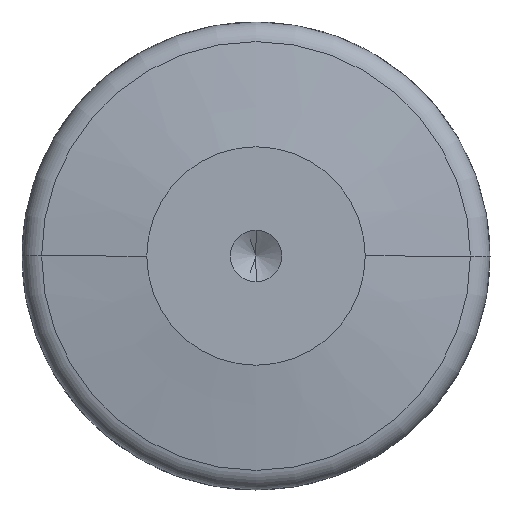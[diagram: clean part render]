
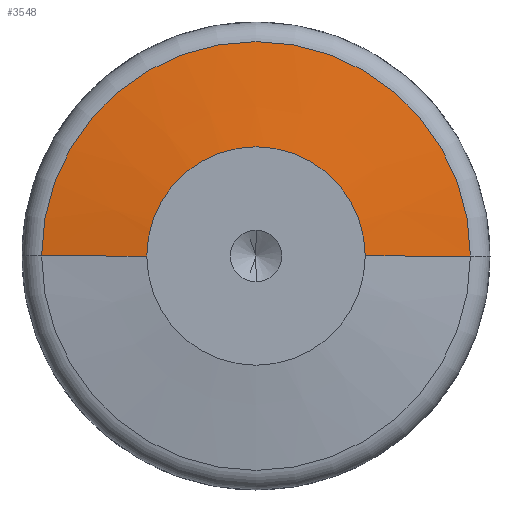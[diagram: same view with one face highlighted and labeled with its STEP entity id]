
A CAD part, front view. The second image highlights one B-rep face of the part: STEP entity #3548.
In plain terms, the highlighted conical face has half-angle 81.891 degrees and reference radius 13.742 mm.
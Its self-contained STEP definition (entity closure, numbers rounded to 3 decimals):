
#1 = DIRECTION ( 'NONE',  ( 0., -1., 0. ) ) ;
#150 = VECTOR ( 'NONE', #2212, 1000. ) ;
#281 = VERTEX_POINT ( 'NONE', #5375 ) ;
#305 = FACE_OUTER_BOUND ( 'NONE', #2171, .T. ) ;
#319 = VERTEX_POINT ( 'NONE', #1445 ) ;
#365 = VERTEX_POINT ( 'NONE', #2805 ) ;
#797 = ORIENTED_EDGE ( 'NONE', *, *, #4768, .T. ) ;
#832 = CARTESIAN_POINT ( 'NONE',  ( 13.742, 15., 0. ) ) ;
#990 = ORIENTED_EDGE ( 'NONE', *, *, #1036, .F. ) ;
#1036 = EDGE_CURVE ( 'NONE', #281, #365, #5485, .T. ) ;
#1190 = CARTESIAN_POINT ( 'NONE',  ( 0., 13.807, 0. ) ) ;
#1445 = CARTESIAN_POINT ( 'NONE',  ( 5.372, 13.807, 0. ) ) ;
#1641 = CARTESIAN_POINT ( 'NONE',  ( 0., 15., 0. ) ) ;
#1751 = EDGE_CURVE ( 'NONE', #319, #4556, #3554, .T. ) ;
#1754 = CARTESIAN_POINT ( 'NONE',  ( -13.742, 15., 0. ) ) ;
#2171 = EDGE_LOOP ( 'NONE', ( #3898, #2189, #797, #990 ) ) ;
#2189 = ORIENTED_EDGE ( 'NONE', *, *, #1751, .T. ) ;
#2212 = DIRECTION ( 'NONE',  ( 0.99, 0.141, 0. ) ) ;
#2629 = DIRECTION ( 'NONE',  ( 1., 0., 0. ) ) ;
#2712 = CIRCLE ( 'NONE', #3388, 5.372 ) ;
#2805 = CARTESIAN_POINT ( 'NONE',  ( -13.742, 15., 0. ) ) ;
#3104 = VECTOR ( 'NONE', #4030, 1000. ) ;
#3268 = AXIS2_PLACEMENT_3D ( 'NONE', #4056, #1, #2629 ) ;
#3388 = AXIS2_PLACEMENT_3D ( 'NONE', #1190, #5752, #5270 ) ;
#3398 = CONICAL_SURFACE ( 'NONE', #5269, 13.742, 1.429 ) ;
#3548 = ADVANCED_FACE ( 'NONE', ( #305 ), #3398, .T. ) ;
#3554 = LINE ( 'NONE', #4429, #150 ) ;
#3874 = EDGE_CURVE ( 'NONE', #319, #281, #2712, .T. ) ;
#3898 = ORIENTED_EDGE ( 'NONE', *, *, #3874, .F. ) ;
#3921 = DIRECTION ( 'NONE',  ( -1., 0., 0. ) ) ;
#4030 = DIRECTION ( 'NONE',  ( -0.99, 0.141, 0. ) ) ;
#4056 = CARTESIAN_POINT ( 'NONE',  ( 0., 15., 0. ) ) ;
#4112 = CIRCLE ( 'NONE', #3268, 13.742 ) ;
#4429 = CARTESIAN_POINT ( 'NONE',  ( 13.742, 15., 0. ) ) ;
#4556 = VERTEX_POINT ( 'NONE', #832 ) ;
#4768 = EDGE_CURVE ( 'NONE', #4556, #365, #4112, .T. ) ;
#4894 = DIRECTION ( 'NONE',  ( 0., 1., 0. ) ) ;
#5269 = AXIS2_PLACEMENT_3D ( 'NONE', #1641, #4894, #3921 ) ;
#5270 = DIRECTION ( 'NONE',  ( 1., 0., 0. ) ) ;
#5375 = CARTESIAN_POINT ( 'NONE',  ( -5.372, 13.807, 0. ) ) ;
#5485 = LINE ( 'NONE', #1754, #3104 ) ;
#5752 = DIRECTION ( 'NONE',  ( 0., -1., 0. ) ) ;
